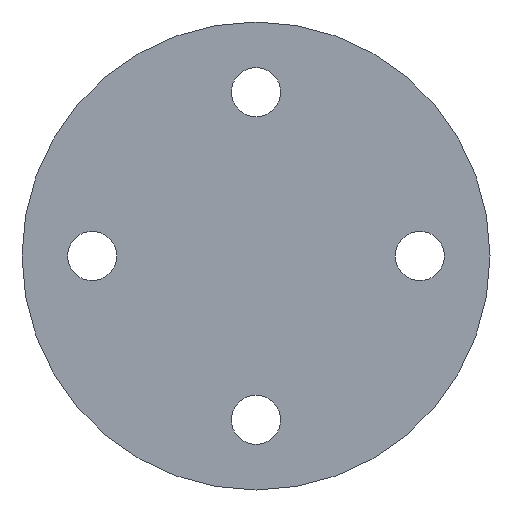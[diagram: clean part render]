
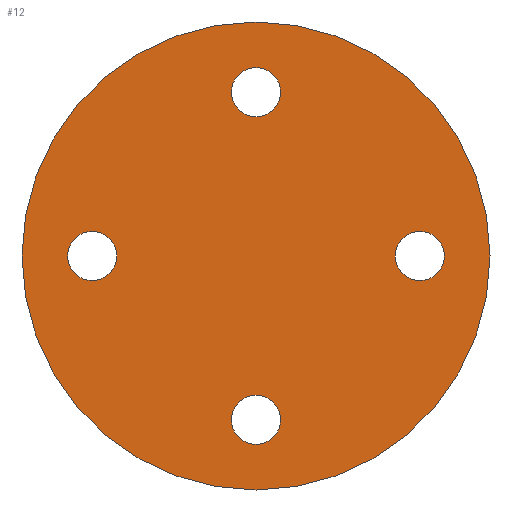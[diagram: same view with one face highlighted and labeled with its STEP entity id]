
A CAD part, front view. The second image highlights one B-rep face of the part: STEP entity #12.
In plain terms, the highlighted planar face has unit normal (0, -1, 0).
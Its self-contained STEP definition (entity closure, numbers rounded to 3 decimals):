
#1 = DIRECTION ( 'NONE',  ( 0., 0., 1. ) ) ;
#9 = EDGE_CURVE ( 'NONE', #54, #163, #293, .T. ) ;
#12 = ADVANCED_FACE ( 'NONE', ( #28, #508, #282, #100, #113 ), #278, .F. ) ;
#14 = CIRCLE ( 'NONE', #342, 20. ) ;
#16 = EDGE_LOOP ( 'NONE', ( #179, #329 ) ) ;
#18 = CARTESIAN_POINT ( 'NONE',  ( 0., 0., 14. ) ) ;
#28 = FACE_OUTER_BOUND ( 'NONE', #16, .T. ) ;
#31 = EDGE_CURVE ( 'NONE', #445, #202, #121, .T. ) ;
#37 = CARTESIAN_POINT ( 'NONE',  ( 0., 0., 20. ) ) ;
#40 = CARTESIAN_POINT ( 'NONE',  ( 0., 0., -20. ) ) ;
#43 = AXIS2_PLACEMENT_3D ( 'NONE', #18, #334, #371 ) ;
#53 = EDGE_CURVE ( 'NONE', #163, #54, #555, .T. ) ;
#54 = VERTEX_POINT ( 'NONE', #59 ) ;
#57 = AXIS2_PLACEMENT_3D ( 'NONE', #363, #273, #182 ) ;
#58 = CIRCLE ( 'NONE', #449, 2.1 ) ;
#59 = CARTESIAN_POINT ( 'NONE',  ( 0., 0., 16.1 ) ) ;
#61 = VERTEX_POINT ( 'NONE', #404 ) ;
#70 = CARTESIAN_POINT ( 'NONE',  ( -14., 0., -2.1 ) ) ;
#71 = DIRECTION ( 'NONE',  ( 0., 1., 0. ) ) ;
#76 = AXIS2_PLACEMENT_3D ( 'NONE', #297, #516, #213 ) ;
#77 = CARTESIAN_POINT ( 'NONE',  ( -14., 0., 0. ) ) ;
#96 = CIRCLE ( 'NONE', #76, 2.1 ) ;
#98 = CARTESIAN_POINT ( 'NONE',  ( 0., 0., -16.1 ) ) ;
#100 = FACE_BOUND ( 'NONE', #452, .T. ) ;
#102 = ORIENTED_EDGE ( 'NONE', *, *, #315, .T. ) ;
#113 = FACE_BOUND ( 'NONE', #501, .T. ) ;
#114 = EDGE_CURVE ( 'NONE', #323, #239, #524, .T. ) ;
#119 = CARTESIAN_POINT ( 'NONE',  ( 14., 0., 2.1 ) ) ;
#121 = CIRCLE ( 'NONE', #437, 2.1 ) ;
#138 = EDGE_LOOP ( 'NONE', ( #147, #141 ) ) ;
#141 = ORIENTED_EDGE ( 'NONE', *, *, #256, .T. ) ;
#147 = ORIENTED_EDGE ( 'NONE', *, *, #299, .T. ) ;
#151 = DIRECTION ( 'NONE',  ( 0., 0., 1. ) ) ;
#159 = ORIENTED_EDGE ( 'NONE', *, *, #9, .T. ) ;
#160 = CARTESIAN_POINT ( 'NONE',  ( 14., 0., 0. ) ) ;
#163 = VERTEX_POINT ( 'NONE', #430 ) ;
#170 = EDGE_CURVE ( 'NONE', #373, #229, #473, .T. ) ;
#179 = ORIENTED_EDGE ( 'NONE', *, *, #114, .F. ) ;
#182 = DIRECTION ( 'NONE',  ( 0., 0., 1. ) ) ;
#193 = DIRECTION ( 'NONE',  ( 0., 0., 1. ) ) ;
#200 = VERTEX_POINT ( 'NONE', #70 ) ;
#202 = VERTEX_POINT ( 'NONE', #422 ) ;
#209 = DIRECTION ( 'NONE',  ( 0., 0., 1. ) ) ;
#213 = DIRECTION ( 'NONE',  ( 0., 0., 1. ) ) ;
#220 = AXIS2_PLACEMENT_3D ( 'NONE', #77, #390, #434 ) ;
#229 = VERTEX_POINT ( 'NONE', #554 ) ;
#239 = VERTEX_POINT ( 'NONE', #37 ) ;
#244 = DIRECTION ( 'NONE',  ( 0., 0., 1. ) ) ;
#247 = ORIENTED_EDGE ( 'NONE', *, *, #170, .T. ) ;
#256 = EDGE_CURVE ( 'NONE', #61, #200, #96, .T. ) ;
#263 = DIRECTION ( 'NONE',  ( 0., 1., 0. ) ) ;
#267 = DIRECTION ( 'NONE',  ( 0., 0., 1. ) ) ;
#273 = DIRECTION ( 'NONE',  ( 0., 1., 0. ) ) ;
#275 = AXIS2_PLACEMENT_3D ( 'NONE', #306, #263, #1 ) ;
#278 = PLANE ( 'NONE',  #370 ) ;
#282 = FACE_BOUND ( 'NONE', #316, .T. ) ;
#288 = CARTESIAN_POINT ( 'NONE',  ( 0., 0., 0. ) ) ;
#293 = CIRCLE ( 'NONE', #43, 2.1 ) ;
#297 = CARTESIAN_POINT ( 'NONE',  ( -14., 0., 0. ) ) ;
#299 = EDGE_CURVE ( 'NONE', #200, #61, #468, .T. ) ;
#306 = CARTESIAN_POINT ( 'NONE',  ( 0., 0., 14. ) ) ;
#308 = AXIS2_PLACEMENT_3D ( 'NONE', #481, #398, #267 ) ;
#315 = EDGE_CURVE ( 'NONE', #229, #373, #58, .T. ) ;
#316 = EDGE_LOOP ( 'NONE', ( #368, #552 ) ) ;
#323 = VERTEX_POINT ( 'NONE', #40 ) ;
#329 = ORIENTED_EDGE ( 'NONE', *, *, #432, .F. ) ;
#330 = DIRECTION ( 'NONE',  ( 0., 1., 0. ) ) ;
#334 = DIRECTION ( 'NONE',  ( 0., 1., 0. ) ) ;
#342 = AXIS2_PLACEMENT_3D ( 'NONE', #527, #484, #535 ) ;
#363 = CARTESIAN_POINT ( 'NONE',  ( 0., 0., 0. ) ) ;
#368 = ORIENTED_EDGE ( 'NONE', *, *, #31, .T. ) ;
#370 = AXIS2_PLACEMENT_3D ( 'NONE', #288, #71, #151 ) ;
#371 = DIRECTION ( 'NONE',  ( 0., 0., 1. ) ) ;
#373 = VERTEX_POINT ( 'NONE', #119 ) ;
#390 = DIRECTION ( 'NONE',  ( 0., 1., 0. ) ) ;
#393 = CARTESIAN_POINT ( 'NONE',  ( 14., 0., 0. ) ) ;
#398 = DIRECTION ( 'NONE',  ( 0., 1., 0. ) ) ;
#404 = CARTESIAN_POINT ( 'NONE',  ( -14., 0., 2.1 ) ) ;
#422 = CARTESIAN_POINT ( 'NONE',  ( 0., 0., -11.9 ) ) ;
#430 = CARTESIAN_POINT ( 'NONE',  ( 0., 0., 11.9 ) ) ;
#432 = EDGE_CURVE ( 'NONE', #239, #323, #14, .T. ) ;
#434 = DIRECTION ( 'NONE',  ( 0., 0., 1. ) ) ;
#437 = AXIS2_PLACEMENT_3D ( 'NONE', #500, #330, #193 ) ;
#444 = AXIS2_PLACEMENT_3D ( 'NONE', #160, #557, #244 ) ;
#445 = VERTEX_POINT ( 'NONE', #98 ) ;
#449 = AXIS2_PLACEMENT_3D ( 'NONE', #393, #521, #209 ) ;
#451 = ORIENTED_EDGE ( 'NONE', *, *, #53, .T. ) ;
#452 = EDGE_LOOP ( 'NONE', ( #102, #247 ) ) ;
#468 = CIRCLE ( 'NONE', #220, 2.1 ) ;
#473 = CIRCLE ( 'NONE', #444, 2.1 ) ;
#481 = CARTESIAN_POINT ( 'NONE',  ( 0., 0., -14. ) ) ;
#484 = DIRECTION ( 'NONE',  ( 0., 1., 0. ) ) ;
#500 = CARTESIAN_POINT ( 'NONE',  ( 0., 0., -14. ) ) ;
#501 = EDGE_LOOP ( 'NONE', ( #451, #159 ) ) ;
#508 = FACE_BOUND ( 'NONE', #138, .T. ) ;
#516 = DIRECTION ( 'NONE',  ( 0., 1., 0. ) ) ;
#520 = EDGE_CURVE ( 'NONE', #202, #445, #540, .T. ) ;
#521 = DIRECTION ( 'NONE',  ( 0., 1., 0. ) ) ;
#524 = CIRCLE ( 'NONE', #57, 20. ) ;
#527 = CARTESIAN_POINT ( 'NONE',  ( 0., 0., 0. ) ) ;
#535 = DIRECTION ( 'NONE',  ( 0., 0., 1. ) ) ;
#540 = CIRCLE ( 'NONE', #308, 2.1 ) ;
#552 = ORIENTED_EDGE ( 'NONE', *, *, #520, .T. ) ;
#554 = CARTESIAN_POINT ( 'NONE',  ( 14., 0., -2.1 ) ) ;
#555 = CIRCLE ( 'NONE', #275, 2.1 ) ;
#557 = DIRECTION ( 'NONE',  ( 0., 1., 0. ) ) ;
